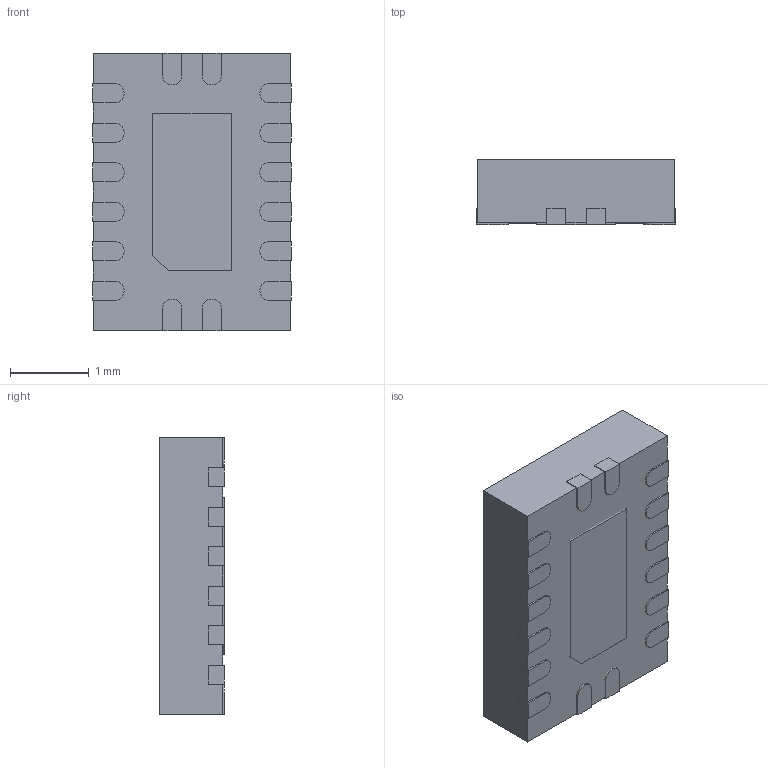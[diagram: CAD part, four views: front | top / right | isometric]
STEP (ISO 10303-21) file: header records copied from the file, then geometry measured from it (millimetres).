
FILE_DESCRIPTION (( 'STEP AP214' ), '1' );
FILE_NAME ('74102EE2-7905-4405-86EA-F609B11A7E56.STEP', '2024-11-09T15:35:58', ( '' ), ( '' ), 'SwSTEP 2.0', 'SolidWorks 2022', '' );
FILE_SCHEMA (( 'AUTOMOTIVE_DESIGN' ));
Length unit declared in the file: millimetre
Products named in the file (1): 74102EE2-7905-4405-86EA-F609B11A7E56
Bounding box: 2.52 x 0.82 x 3.52 mm (x, y, z)
Volume: 7.4 mm3; surface area: 33.1 mm2
Topology: 3 solids, 3 shells, 144 faces, 411 edges, 274 vertices
Faces by surface type: plane 110, cylinder 34
Entity records: 5078 total; most frequent: CARTESIAN_POINT 830, ORIENTED_EDGE 822, DIRECTION 769, EDGE_CURVE 411, LINE 343, VECTOR 343, VERTEX_POINT 274, AXIS2_PLACEMENT_3D 213
